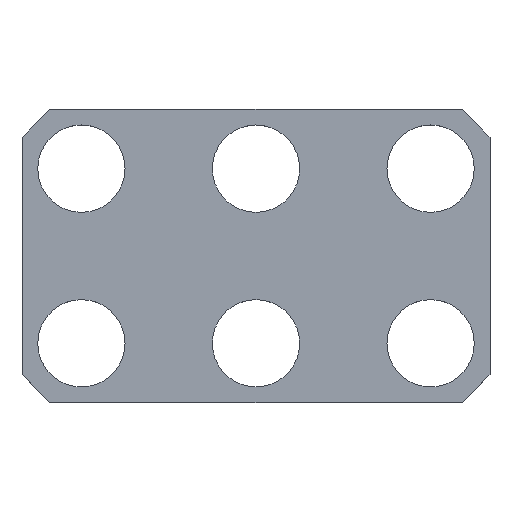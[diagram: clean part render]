
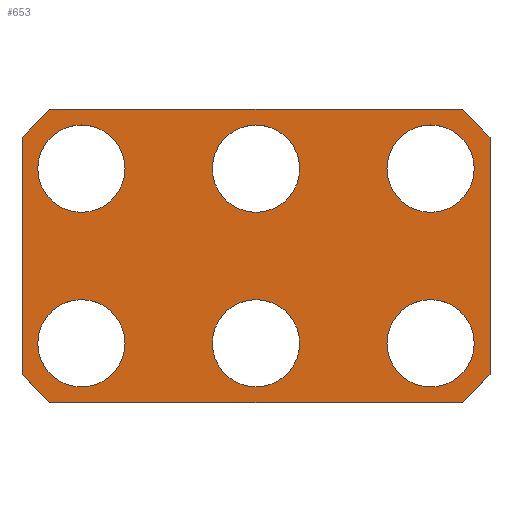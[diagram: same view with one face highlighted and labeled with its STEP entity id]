
A CAD part, top view. The second image highlights one B-rep face of the part: STEP entity #653.
In plain terms, the highlighted planar face has unit normal (0, 0, 1).
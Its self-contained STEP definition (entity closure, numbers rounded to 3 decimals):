
#81=CARTESIAN_POINT('',(31.25,12.5,2.5));
#82=VERTEX_POINT('',#81);
#83=CARTESIAN_POINT('',(25.,12.5,2.5));
#84=DIRECTION('',(0.0,0.0,-1.0));
#85=DIRECTION('',(1.0,0.0,0.0));
#86=AXIS2_PLACEMENT_3D('',#83,#84,#85);
#87=CIRCLE('',#86,6.25);
#88=EDGE_CURVE('',#82,#82,#87,.T.);
#130=CARTESIAN_POINT('',(6.25,12.5,2.5));
#131=VERTEX_POINT('',#130);
#132=CARTESIAN_POINT('',(0.,12.5,2.5));
#133=DIRECTION('',(0.0,0.0,-1.0));
#134=DIRECTION('',(1.0,0.0,0.0));
#135=AXIS2_PLACEMENT_3D('',#132,#133,#134);
#136=CIRCLE('',#135,6.25);
#137=EDGE_CURVE('',#131,#131,#136,.T.);
#179=CARTESIAN_POINT('',(-18.75,12.5,2.5));
#180=VERTEX_POINT('',#179);
#181=CARTESIAN_POINT('',(-25.,12.5,2.5));
#182=DIRECTION('',(0.0,0.0,-1.0));
#183=DIRECTION('',(1.0,0.0,0.0));
#184=AXIS2_PLACEMENT_3D('',#181,#182,#183);
#185=CIRCLE('',#184,6.25);
#186=EDGE_CURVE('',#180,#180,#185,.T.);
#228=CARTESIAN_POINT('',(31.25,-12.5,2.5));
#229=VERTEX_POINT('',#228);
#230=CARTESIAN_POINT('',(25.,-12.5,2.5));
#231=DIRECTION('',(0.0,0.0,-1.0));
#232=DIRECTION('',(1.0,0.0,0.0));
#233=AXIS2_PLACEMENT_3D('',#230,#231,#232);
#234=CIRCLE('',#233,6.25);
#235=EDGE_CURVE('',#229,#229,#234,.T.);
#277=CARTESIAN_POINT('',(6.25,-12.5,2.5));
#278=VERTEX_POINT('',#277);
#279=CARTESIAN_POINT('',(0.,-12.5,2.5));
#280=DIRECTION('',(0.0,0.0,-1.0));
#281=DIRECTION('',(1.0,0.0,0.0));
#282=AXIS2_PLACEMENT_3D('',#279,#280,#281);
#283=CIRCLE('',#282,6.25);
#284=EDGE_CURVE('',#278,#278,#283,.T.);
#294=CARTESIAN_POINT('',(-33.5,17.0,2.5));
#295=VERTEX_POINT('',#294);
#296=CARTESIAN_POINT('',(-29.5,21.0,2.5));
#297=VERTEX_POINT('',#296);
#298=CARTESIAN_POINT('',(-33.5,17.0,2.5));
#299=DIRECTION('',(0.707,0.707,0.0));
#300=VECTOR('',#299,5.657);
#301=LINE('',#298,#300);
#302=EDGE_CURVE('',#295,#297,#301,.T.);
#424=CARTESIAN_POINT('',(29.5,21.,2.5));
#425=VERTEX_POINT('',#424);
#426=CARTESIAN_POINT('',(-29.5,21.0,2.5));
#427=DIRECTION('',(1.0,0.0,0.0));
#428=VECTOR('',#427,59.);
#429=LINE('',#426,#428);
#430=EDGE_CURVE('',#297,#425,#429,.T.);
#449=CARTESIAN_POINT('',(33.5,17.,2.5));
#450=VERTEX_POINT('',#449);
#451=CARTESIAN_POINT('',(29.5,21.,2.5));
#452=DIRECTION('',(0.707,-0.707,0.0));
#453=VECTOR('',#452,5.657);
#454=LINE('',#451,#453);
#455=EDGE_CURVE('',#425,#450,#454,.T.);
#472=CARTESIAN_POINT('',(33.5,-17.,2.5));
#473=VERTEX_POINT('',#472);
#480=CARTESIAN_POINT('',(29.5,-21.,2.5));
#481=VERTEX_POINT('',#480);
#482=CARTESIAN_POINT('',(33.5,-17.,2.5));
#483=DIRECTION('',(-0.707,-0.707,0.0));
#484=VECTOR('',#483,5.657);
#485=LINE('',#482,#484);
#486=EDGE_CURVE('',#473,#481,#485,.T.);
#503=CARTESIAN_POINT('',(-29.5,-21.0,2.5));
#504=VERTEX_POINT('',#503);
#505=CARTESIAN_POINT('',(29.5,-21.,2.5));
#506=DIRECTION('',(-1.0,0.0,0.0));
#507=VECTOR('',#506,59.);
#508=LINE('',#505,#507);
#509=EDGE_CURVE('',#481,#504,#508,.T.);
#528=CARTESIAN_POINT('',(-33.5,-17.0,2.5));
#529=VERTEX_POINT('',#528);
#530=CARTESIAN_POINT('',(-29.5,-21.0,2.5));
#531=DIRECTION('',(-0.707,0.707,0.0));
#532=VECTOR('',#531,5.657);
#533=LINE('',#530,#532);
#534=EDGE_CURVE('',#504,#529,#533,.T.);
#574=CARTESIAN_POINT('',(-18.75,-12.5,2.5));
#575=VERTEX_POINT('',#574);
#576=CARTESIAN_POINT('',(-25.,-12.5,2.5));
#577=DIRECTION('',(0.0,0.0,-1.0));
#578=DIRECTION('',(1.0,0.0,0.0));
#579=AXIS2_PLACEMENT_3D('',#576,#577,#578);
#580=CIRCLE('',#579,6.25);
#581=EDGE_CURVE('',#575,#575,#580,.T.);
#592=CARTESIAN_POINT('',(33.5,17.,2.5));
#593=DIRECTION('',(0.0,-1.0,0.0));
#594=VECTOR('',#593,34.);
#595=LINE('',#592,#594);
#596=EDGE_CURVE('',#450,#473,#595,.T.);
#611=CARTESIAN_POINT('',(-33.5,-17.0,2.5));
#612=DIRECTION('',(0.0,1.0,0.0));
#613=VECTOR('',#612,34.0);
#614=LINE('',#611,#613);
#615=EDGE_CURVE('',#529,#295,#614,.T.);
#620=CARTESIAN_POINT('',(0.0,0.,2.5));
#621=DIRECTION('',(0.0,0.0,1.0));
#622=DIRECTION('',(1.0,0.0,0.0));
#623=AXIS2_PLACEMENT_3D('',#620,#621,#622);
#624=PLANE('',#623);
#625=ORIENTED_EDGE('',*,*,#302,.F.);
#626=ORIENTED_EDGE('',*,*,#615,.F.);
#627=ORIENTED_EDGE('',*,*,#534,.F.);
#628=ORIENTED_EDGE('',*,*,#509,.F.);
#629=ORIENTED_EDGE('',*,*,#486,.F.);
#630=ORIENTED_EDGE('',*,*,#596,.F.);
#631=ORIENTED_EDGE('',*,*,#455,.F.);
#632=ORIENTED_EDGE('',*,*,#430,.F.);
#633=EDGE_LOOP('',(#625,#626,#627,#628,#629,#630,#631,#632));
#634=FACE_OUTER_BOUND('',#633,.T.);
#635=ORIENTED_EDGE('',*,*,#88,.T.);
#636=EDGE_LOOP('',(#635));
#637=FACE_BOUND('',#636,.T.);
#638=ORIENTED_EDGE('',*,*,#137,.T.);
#639=EDGE_LOOP('',(#638));
#640=FACE_BOUND('',#639,.T.);
#641=ORIENTED_EDGE('',*,*,#186,.T.);
#642=EDGE_LOOP('',(#641));
#643=FACE_BOUND('',#642,.T.);
#644=ORIENTED_EDGE('',*,*,#235,.T.);
#645=EDGE_LOOP('',(#644));
#646=FACE_BOUND('',#645,.T.);
#647=ORIENTED_EDGE('',*,*,#284,.T.);
#648=EDGE_LOOP('',(#647));
#649=FACE_BOUND('',#648,.T.);
#650=ORIENTED_EDGE('',*,*,#581,.T.);
#651=EDGE_LOOP('',(#650));
#652=FACE_BOUND('',#651,.T.);
#653=ADVANCED_FACE('',(#634,#637,#640,#643,#646,#649,#652),#624,.T.);
